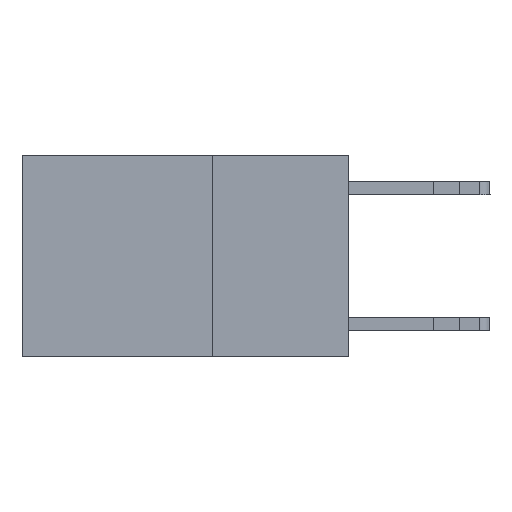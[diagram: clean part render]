
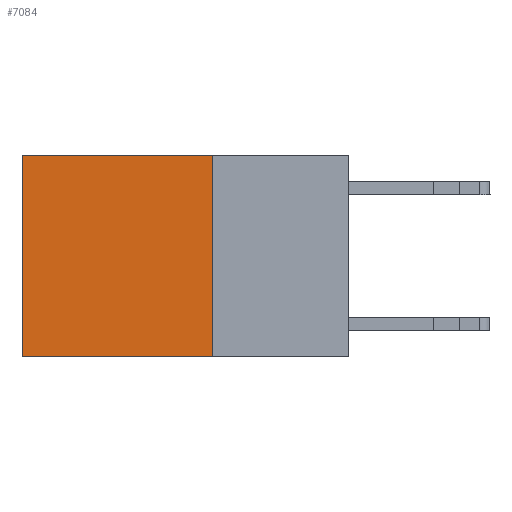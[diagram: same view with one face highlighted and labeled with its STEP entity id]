
A CAD part, left-side view. The second image highlights one B-rep face of the part: STEP entity #7084.
In plain terms, the highlighted planar face has unit normal (-1, 0, 0).
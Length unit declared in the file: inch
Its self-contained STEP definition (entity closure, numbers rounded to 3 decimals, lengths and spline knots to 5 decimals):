
#462 = VERTEX_POINT ( 'NONE', #7771 ) ;
#734 = EDGE_CURVE ( 'NONE', #14781, #6320, #10201, .T. ) ;
#1772 = ORIENTED_EDGE ( 'NONE', *, *, #15050, .T. ) ;
#2235 = DIRECTION ( 'NONE',  ( 0., 0., -1. ) ) ;
#3072 = DIRECTION ( 'NONE',  ( 0., 0., -1. ) ) ;
#3518 = CARTESIAN_POINT ( 'NONE',  ( 0.2625, 0.25, -0.37 ) ) ;
#4220 = CARTESIAN_POINT ( 'NONE',  ( 0.2625, 0.6, 0. ) ) ;
#4467 = ORIENTED_EDGE ( 'NONE', *, *, #11766, .F. ) ;
#4689 = CARTESIAN_POINT ( 'NONE',  ( 0.2625, 0.25, 0. ) ) ;
#5614 = VERTEX_POINT ( 'NONE', #12365 ) ;
#5742 = LINE ( 'NONE', #10462, #15041 ) ;
#5837 = DIRECTION ( 'NONE',  ( 1., 0., 0. ) ) ;
#6057 = LINE ( 'NONE', #6774, #11521 ) ;
#6320 = VERTEX_POINT ( 'NONE', #13603 ) ;
#6732 = VECTOR ( 'NONE', #8619, 39.37008 ) ;
#6774 = CARTESIAN_POINT ( 'NONE',  ( 0.2625, 0.25, 0. ) ) ;
#7084 = ADVANCED_FACE ( 'NONE', ( #8943 ), #11655, .F. ) ;
#7428 = ORIENTED_EDGE ( 'NONE', *, *, #8164, .T. ) ;
#7771 = CARTESIAN_POINT ( 'NONE',  ( 0.2625, 0.25, 0. ) ) ;
#8164 = EDGE_CURVE ( 'NONE', #5614, #6320, #12911, .T. ) ;
#8619 = DIRECTION ( 'NONE',  ( 0., 1., 0. ) ) ;
#8943 = FACE_OUTER_BOUND ( 'NONE', #14451, .T. ) ;
#9101 = ORIENTED_EDGE ( 'NONE', *, *, #734, .F. ) ;
#9462 = VECTOR ( 'NONE', #3072, 39.37008 ) ;
#10201 = LINE ( 'NONE', #3518, #6732 ) ;
#10462 = CARTESIAN_POINT ( 'NONE',  ( 0.2625, 0.25, 0. ) ) ;
#11521 = VECTOR ( 'NONE', #2235, 39.37008 ) ;
#11655 = PLANE ( 'NONE',  #13366 ) ;
#11766 = EDGE_CURVE ( 'NONE', #462, #14781, #6057, .T. ) ;
#12365 = CARTESIAN_POINT ( 'NONE',  ( 0.2625, 0.6, 0. ) ) ;
#12911 = LINE ( 'NONE', #4220, #9462 ) ;
#13366 = AXIS2_PLACEMENT_3D ( 'NONE', #4689, #5837, #13991 ) ;
#13603 = CARTESIAN_POINT ( 'NONE',  ( 0.2625, 0.6, -0.37 ) ) ;
#13991 = DIRECTION ( 'NONE',  ( 0., 0., -1. ) ) ;
#14451 = EDGE_LOOP ( 'NONE', ( #7428, #9101, #4467, #1772 ) ) ;
#14592 = CARTESIAN_POINT ( 'NONE',  ( 0.2625, 0.25, -0.37 ) ) ;
#14781 = VERTEX_POINT ( 'NONE', #14592 ) ;
#15041 = VECTOR ( 'NONE', #15080, 39.37008 ) ;
#15050 = EDGE_CURVE ( 'NONE', #462, #5614, #5742, .T. ) ;
#15080 = DIRECTION ( 'NONE',  ( 0., 1., 0. ) ) ;
